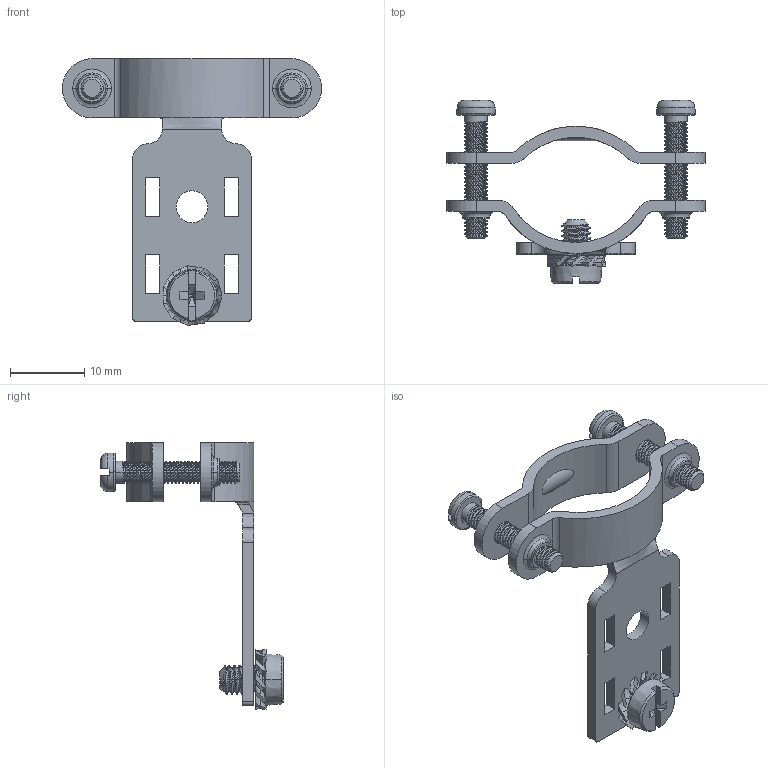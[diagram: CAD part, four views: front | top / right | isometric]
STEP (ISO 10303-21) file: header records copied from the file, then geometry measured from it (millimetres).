
FILE_DESCRIPTION((''),'2;1');
FILE_NAME('CCF-T','2017-08-18T',('lishuang.ye'),(''),'PRO/ENGINEER BY PARAMETRIC TECHNOLOGY CORPORATION, 2010180','PRO/ENGINEER BY PARAMETRIC TECHNOLOGY CORPORATION, 2010180','');
FILE_SCHEMA(('AUTOMOTIVE_DESIGN_CC2 { 1 2 10303 214 -1 1 5 2 }'));
Products named in the file (1): CCF-T
Bounding box: 35 x 24.7 x 36.02 mm (x, y, z)
Volume: 1782.5 mm3; surface area: 3255.3 mm2
Topology: 3 solids, 3 shells, 675 faces, 2024 edges, 1346 vertices
Faces by surface type: cylinder 427, plane 168, bspline 42, cone 22, torus 16
Entity records: 45000 total; most frequent: CARTESIAN_POINT 23519, ORIENTED_EDGE 4048, DIRECTION 2753, EDGE_CURVE 2024, VERTEX_POINT 1346, AXIS2_PLACEMENT_3D 975, B_SPLINE_CURVE_WITH_KNOTS 879, VECTOR 803
